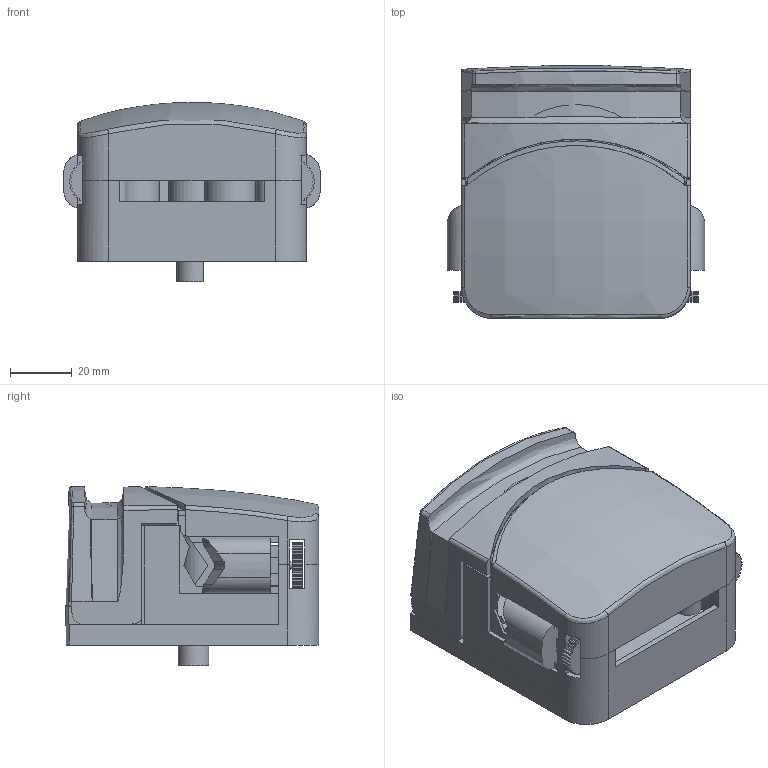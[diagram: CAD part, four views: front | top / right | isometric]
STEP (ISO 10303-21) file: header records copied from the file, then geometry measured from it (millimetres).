
FILE_DESCRIPTION(/* description */ ('STEP AP203'),/* implementation_level */ '2;1');
FILE_NAME(/* name */ '00_40_Perestaltic_Pump_NEMA17_Head.iam.step',/* time_stamp */ '2022-11-29T08:48:17+01:00',/* author */ ('NetAdmin'),/* organization */ ('Microsoft'),/* preprocessor_version */ 'ST-DEVELOPER v18.1',/* originating_system */ 'Autodesk Inventor 2022',/* authorisation */ '');
FILE_SCHEMA (('AUTOMOTIVE_DESIGN { 1 0 10303 214 3 1 1 }'));
Length unit declared in the file: inch
Products named in the file (7): 00_40_Perestaltic_Pump_NEMA17_Head; Pump Slide Gray; Pump Base1 Gray; MS-0227 r2 Pump Head Shaft Modified; Pump Front Cover gray; Pump Clamp gray; Pump Top Latch gray
Assembly tree (7 placements, depth 2):
  00_40_Perestaltic_Pump_NEMA17_Head
    Pump Slide Gray
    Pump Base1 Gray
    MS-0227 r2 Pump Head Shaft Modified
    Pump Front Cover gray
    Pump Clamp gray  x2
    Pump Top Latch gray
Bounding box: 83.79 x 82.27 x 58.21 mm (x, y, z)
Volume: 174937.9 mm3; surface area: 76157.6 mm2
Topology: 10 solids, 10 shells, 624 faces, 1728 edges, 1142 vertices
Faces by surface type: plane 437, cylinder 151, bspline 22, torus 10, cone 4
Full cylindrical faces by diameter (mm): 2.54 x2, 4.064 x6, 4.319 x2, 4.394 x2, 4.485 x2, 5.436 x2, 8.712 x2, 9.982 x2, 13.894 x2, 15.24 x1, 16.332 x1, 16.51 x3, 25.4 x2
Entity records: 21089 total; most frequent: CARTESIAN_POINT 8511, ORIENTED_EDGE 2630, DIRECTION 2491, EDGE_CURVE 1315, LINE 949, VECTOR 949, VERTEX_POINT 867, AXIS2_PLACEMENT_3D 771
